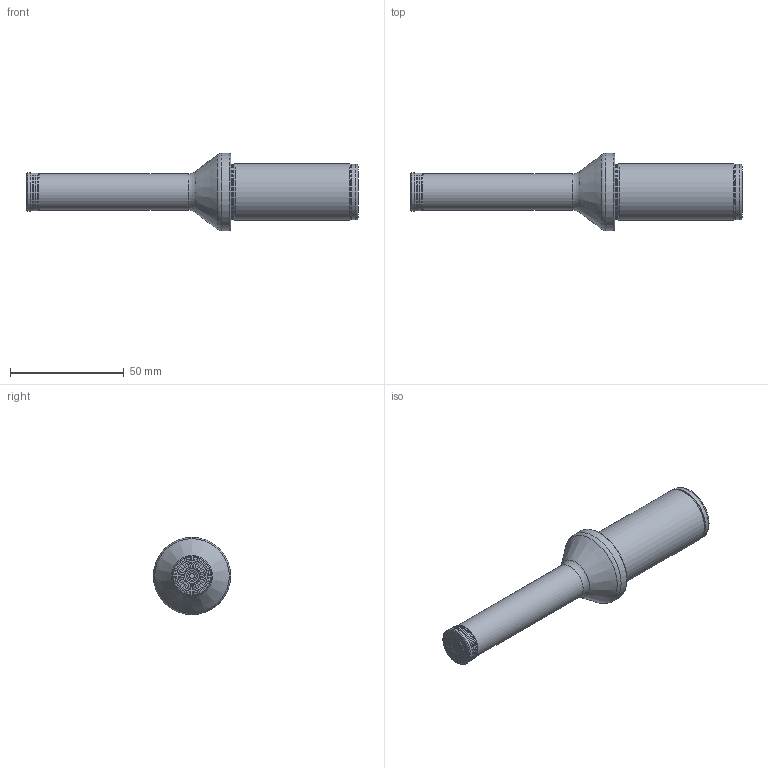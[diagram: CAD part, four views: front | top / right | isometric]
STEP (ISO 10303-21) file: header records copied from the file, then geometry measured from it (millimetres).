
FILE_DESCRIPTION(/* description */ (''),/* implementation_level */ '2;1');
FILE_NAME(/* name */ 'ATUM-17XD4-SOMT-060204-light.stp',/* time_stamp */ '2023-10-23T04:50:07+03:00',/* author */ (''),/* organization */ (''),/* preprocessor_version */ 'ST-DEVELOPER v19.4',/* originating_system */ 'SIEMENS PLM Software NX2306.3001',/* authorisation */ '');
FILE_SCHEMA (('AUTOMOTIVE_DESIGN { 1 0 10303 214 3 1 1 1 }'));
Length unit declared in the file: millimetre
Products named in the file (1): STP_ATUM 17.5XD4 SOMT 060204
Bounding box: 146 x 34 x 34 mm (x, y, z)
Volume: 53787 mm3; surface area: 11457.7 mm2
Topology: 2 solids, 2 shells, 66 faces, 168 edges, 107 vertices
Faces by surface type: revolution 43, torus 8, cylinder 5, cone 5, plane 5
Full cylindrical faces by diameter (mm): 16 x1, 24.5 x2, 25 x1, 34 x1
Entity records: 1537 total; most frequent: CARTESIAN_POINT 352, DIRECTION 245, EDGE_LOOP 128, ORIENTED_EDGE 128, FACE_BOUND 124, AXIS2_PLACEMENT_3D 90, ADVANCED_FACE 66, CIRCLE 66
